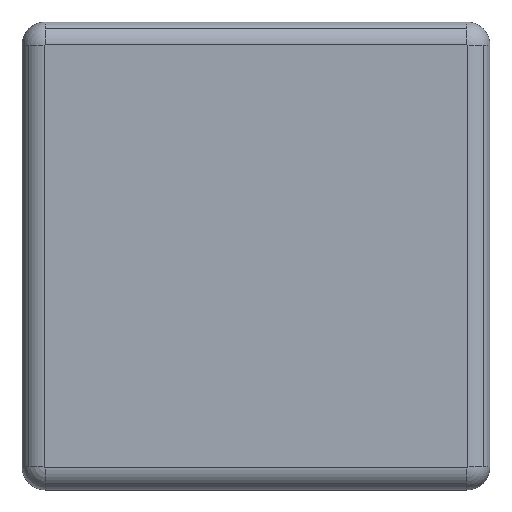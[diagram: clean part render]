
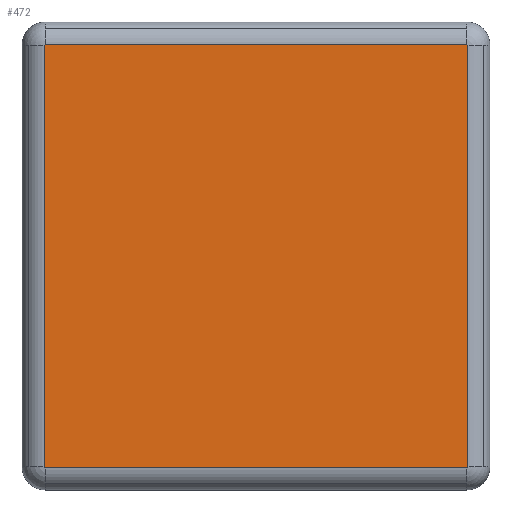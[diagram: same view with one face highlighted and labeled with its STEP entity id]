
A CAD part, top view. The second image highlights one B-rep face of the part: STEP entity #472.
In plain terms, the highlighted planar face has unit normal (0, 0, 1).
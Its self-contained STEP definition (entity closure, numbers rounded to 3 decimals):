
#72=CARTESIAN_POINT('',(23.138,23.118,9.8));
#73=VERTEX_POINT('',#72);
#89=CARTESIAN_POINT('',(23.11,23.13,9.8));
#90=VERTEX_POINT('',#89);
#97=CARTESIAN_POINT('',(23.11,23.09,9.8));
#98=DIRECTION('',(0.0,0.0,-1.));
#99=DIRECTION('',(0.707,0.707,0.0));
#100=AXIS2_PLACEMENT_3D('',#97,#98,#99);
#101=CIRCLE('',#100,0.04);
#102=EDGE_CURVE('',#90,#73,#101,.T.);
#114=CARTESIAN_POINT('',(-23.138,23.118,9.8));
#115=VERTEX_POINT('',#114);
#131=CARTESIAN_POINT('',(-23.15,23.09,9.8));
#132=VERTEX_POINT('',#131);
#139=CARTESIAN_POINT('',(-23.11,23.09,9.8));
#140=DIRECTION('',(0.0,0.0,-1.));
#141=DIRECTION('',(-0.707,0.707,0.0));
#142=AXIS2_PLACEMENT_3D('',#139,#140,#141);
#143=CIRCLE('',#142,0.04);
#144=EDGE_CURVE('',#132,#115,#143,.T.);
#156=CARTESIAN_POINT('',(-23.138,-23.158,9.8));
#157=VERTEX_POINT('',#156);
#173=CARTESIAN_POINT('',(-23.11,-23.17,9.8));
#174=VERTEX_POINT('',#173);
#181=CARTESIAN_POINT('',(-23.11,-23.13,9.8));
#182=DIRECTION('',(0.0,0.0,-1.));
#183=DIRECTION('',(-0.707,-0.707,0.0));
#184=AXIS2_PLACEMENT_3D('',#181,#182,#183);
#185=CIRCLE('',#184,0.04);
#186=EDGE_CURVE('',#174,#157,#185,.T.);
#198=CARTESIAN_POINT('',(23.138,-23.158,9.8));
#199=VERTEX_POINT('',#198);
#215=CARTESIAN_POINT('',(23.15,-23.13,9.8));
#216=VERTEX_POINT('',#215);
#223=CARTESIAN_POINT('',(23.11,-23.13,9.8));
#224=DIRECTION('',(0.0,0.0,-1.));
#225=DIRECTION('',(0.707,-0.707,0.0));
#226=AXIS2_PLACEMENT_3D('',#223,#224,#225);
#227=CIRCLE('',#226,0.04);
#228=EDGE_CURVE('',#216,#199,#227,.T.);
#238=CARTESIAN_POINT('',(23.15,23.09,9.8));
#239=VERTEX_POINT('',#238);
#240=CARTESIAN_POINT('',(23.15,23.09,9.8));
#241=DIRECTION('',(0.0,-1.0,0.0));
#242=VECTOR('',#241,46.22);
#243=LINE('',#240,#242);
#244=EDGE_CURVE('',#239,#216,#243,.T.);
#270=CARTESIAN_POINT('',(23.11,-23.17,9.8));
#271=VERTEX_POINT('',#270);
#272=CARTESIAN_POINT('',(23.11,-23.13,9.8));
#273=DIRECTION('',(0.0,0.0,-1.));
#274=DIRECTION('',(0.707,-0.707,0.0));
#275=AXIS2_PLACEMENT_3D('',#272,#273,#274);
#276=CIRCLE('',#275,0.04);
#277=EDGE_CURVE('',#199,#271,#276,.T.);
#302=CARTESIAN_POINT('',(23.11,-23.17,9.8));
#303=DIRECTION('',(-1.0,0.0,0.0));
#304=VECTOR('',#303,46.22);
#305=LINE('',#302,#304);
#306=EDGE_CURVE('',#271,#174,#305,.T.);
#325=CARTESIAN_POINT('',(-23.15,-23.13,9.8));
#326=VERTEX_POINT('',#325);
#327=CARTESIAN_POINT('',(-23.11,-23.13,9.8));
#328=DIRECTION('',(0.0,0.0,-1.));
#329=DIRECTION('',(-0.707,-0.707,0.0));
#330=AXIS2_PLACEMENT_3D('',#327,#328,#329);
#331=CIRCLE('',#330,0.04);
#332=EDGE_CURVE('',#157,#326,#331,.T.);
#357=CARTESIAN_POINT('',(-23.15,-23.13,9.8));
#358=DIRECTION('',(0.0,1.0,0.0));
#359=VECTOR('',#358,46.22);
#360=LINE('',#357,#359);
#361=EDGE_CURVE('',#326,#132,#360,.T.);
#380=CARTESIAN_POINT('',(-23.11,23.13,9.8));
#381=VERTEX_POINT('',#380);
#382=CARTESIAN_POINT('',(-23.11,23.09,9.8));
#383=DIRECTION('',(0.0,0.0,-1.));
#384=DIRECTION('',(-0.707,0.707,0.0));
#385=AXIS2_PLACEMENT_3D('',#382,#383,#384);
#386=CIRCLE('',#385,0.04);
#387=EDGE_CURVE('',#115,#381,#386,.T.);
#412=CARTESIAN_POINT('',(-23.11,23.13,9.8));
#413=DIRECTION('',(1.0,0.0,0.0));
#414=VECTOR('',#413,46.22);
#415=LINE('',#412,#414);
#416=EDGE_CURVE('',#381,#90,#415,.T.);
#435=CARTESIAN_POINT('',(23.11,23.09,9.8));
#436=DIRECTION('',(0.0,0.0,-1.));
#437=DIRECTION('',(0.707,0.707,0.0));
#438=AXIS2_PLACEMENT_3D('',#435,#436,#437);
#439=CIRCLE('',#438,0.04);
#440=EDGE_CURVE('',#73,#239,#439,.T.);
#453=CARTESIAN_POINT('',(0.,-0.02,9.8));
#454=DIRECTION('',(0.0,0.0,1.0));
#455=DIRECTION('',(0.0,1.0,0.0));
#456=AXIS2_PLACEMENT_3D('',#453,#454,#455);
#457=PLANE('',#456);
#458=ORIENTED_EDGE('',*,*,#244,.F.);
#459=ORIENTED_EDGE('',*,*,#440,.F.);
#460=ORIENTED_EDGE('',*,*,#102,.F.);
#461=ORIENTED_EDGE('',*,*,#416,.F.);
#462=ORIENTED_EDGE('',*,*,#387,.F.);
#463=ORIENTED_EDGE('',*,*,#144,.F.);
#464=ORIENTED_EDGE('',*,*,#361,.F.);
#465=ORIENTED_EDGE('',*,*,#332,.F.);
#466=ORIENTED_EDGE('',*,*,#186,.F.);
#467=ORIENTED_EDGE('',*,*,#306,.F.);
#468=ORIENTED_EDGE('',*,*,#277,.F.);
#469=ORIENTED_EDGE('',*,*,#228,.F.);
#470=EDGE_LOOP('',(#458,#459,#460,#461,#462,#463,#464,#465,#466,#467,#468,#469));
#471=FACE_OUTER_BOUND('',#470,.T.);
#472=ADVANCED_FACE('',(#471),#457,.T.);
